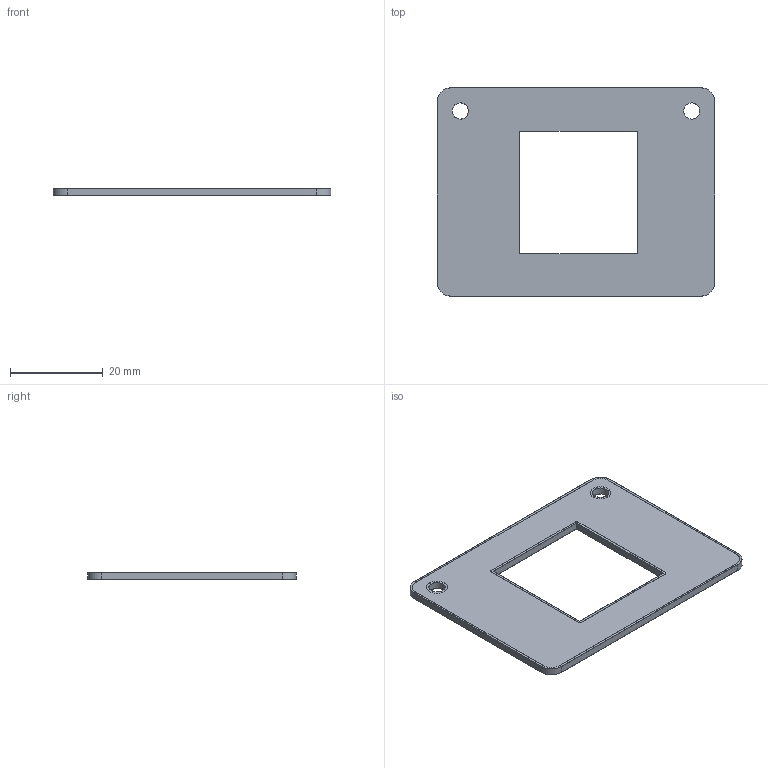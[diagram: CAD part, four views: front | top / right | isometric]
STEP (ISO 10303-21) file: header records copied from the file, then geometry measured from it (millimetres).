
FILE_DESCRIPTION(('KiCad electronic assembly'),'2;1');
FILE_NAME('MiniArcade_Panel.step','2025-11-21T11:44:01',('Pcbnew'),( 'Kicad'),'Open CASCADE STEP processor 7.9','KiCad to STEP converter' ,'Unknown');
FILE_SCHEMA(('AUTOMOTIVE_DESIGN { 1 0 10303 214 1 1 1 1 }'));
Length unit declared in the file: millimetre
Products named in the file (5): MiniArcade_Panel 1; MiniArcade_Panel_copper; MiniArcade_Panel_soldermask; MiniArcade_Panel_PCB
Assembly tree (4 placements, depth 2):
  MiniArcade_Panel 1
    MiniArcade_Panel_copper
    MiniArcade_Panel_soldermask
    MiniArcade_Panel_soldermask
    MiniArcade_Panel_PCB
Bounding box: 60 x 45 x 1.61 mm (x, y, z)
Volume: 3144 mm3; surface area: 15832.1 mm2
Topology: 3 solids, 5 shells, 74 faces, 250 edges, 184 vertices
Faces by surface type: plane 40, cylinder 34
Full cylindrical faces by diameter (mm): 3.5 x2, 4.511 x4
Entity records: 2930 total; most frequent: CARTESIAN_POINT 513, DIRECTION 488, ORIENTED_EDGE 448, EDGE_CURVE 250, VERTEX_POINT 184, LINE 170, VECTOR 170, AXIS2_PLACEMENT_3D 159
